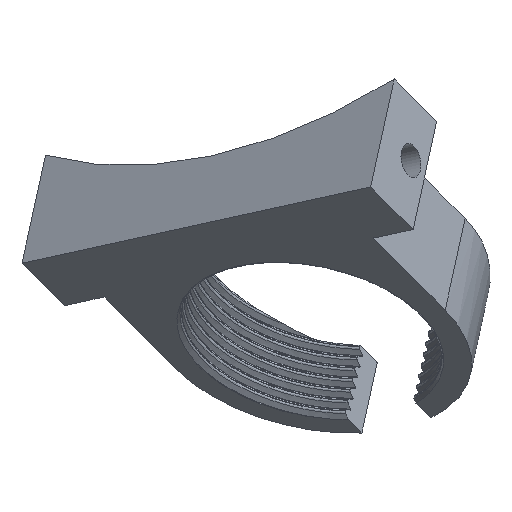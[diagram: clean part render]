
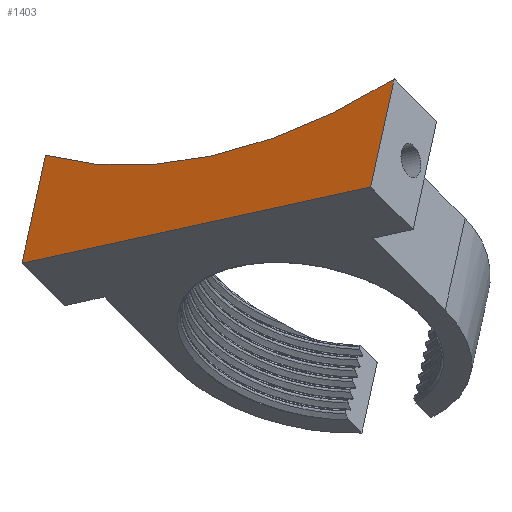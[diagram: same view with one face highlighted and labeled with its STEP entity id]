
A CAD part, top view. The second image highlights one B-rep face of the part: STEP entity #1403.
In plain terms, the highlighted planar face has unit normal (-0.542, 0.542, 0.643).
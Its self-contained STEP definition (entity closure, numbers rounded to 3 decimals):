
#29=PLANE('',#1464);
#31=CIRCLE('',#1422,57.325);
#68=LINE('',#3667,#123);
#87=LINE('',#6367,#142);
#90=LINE('',#6373,#145);
#123=VECTOR('',#1518,10.);
#142=VECTOR('',#1591,10.);
#145=VECTOR('',#1600,10.);
#245=FACE_OUTER_BOUND('',#322,.T.);
#322=EDGE_LOOP('',(#1279,#1280,#1281,#1282));
#500=VERTEX_POINT('',#1888);
#501=VERTEX_POINT('',#1890);
#589=VERTEX_POINT('',#3664);
#590=VERTEX_POINT('',#3666);
#650=EDGE_CURVE('',#501,#500,#31,.F.);
#755=EDGE_CURVE('',#589,#590,#68,.F.);
#842=EDGE_CURVE('',#590,#500,#87,.F.);
#845=EDGE_CURVE('',#589,#501,#90,.T.);
#1279=ORIENTED_EDGE('',*,*,#650,.T.);
#1280=ORIENTED_EDGE('',*,*,#842,.F.);
#1281=ORIENTED_EDGE('',*,*,#755,.F.);
#1282=ORIENTED_EDGE('',*,*,#845,.T.);
#1403=ADVANCED_FACE('',(#245),#29,.T.);
#1422=AXIS2_PLACEMENT_3D('',#1891,#1475,#1476);
#1464=AXIS2_PLACEMENT_3D('',#6380,#1610,#1611);
#1475=DIRECTION('center_axis',(-0.542,0.542,0.643));
#1476=DIRECTION('ref_axis',(-0.179,-0.821,0.542));
#1518=DIRECTION('',(0.821,0.179,0.542));
#1591=DIRECTION('',(-0.179,-0.821,0.542));
#1600=DIRECTION('',(0.179,0.821,-0.542));
#1610=DIRECTION('center_axis',(-0.542,0.542,0.643));
#1611=DIRECTION('ref_axis',(0.821,0.179,0.542));
#1888=CARTESIAN_POINT('',(-192.584,116.316,279.661));
#1890=CARTESIAN_POINT('',(-152.515,125.029,306.085));
#1891=CARTESIAN_POINT('Origin',(-163.284,163.284,264.772));
#3664=CARTESIAN_POINT('',(-155.216,112.607,314.276));
#3666=CARTESIAN_POINT('',(-195.285,103.894,287.853));
#3667=CARTESIAN_POINT('',(-183.172,106.528,295.841));
#6367=CARTESIAN_POINT('',(-195.285,103.894,287.853));
#6373=CARTESIAN_POINT('',(-155.216,112.607,314.276));
#6380=CARTESIAN_POINT('Origin',(-190.712,104.888,290.868));
